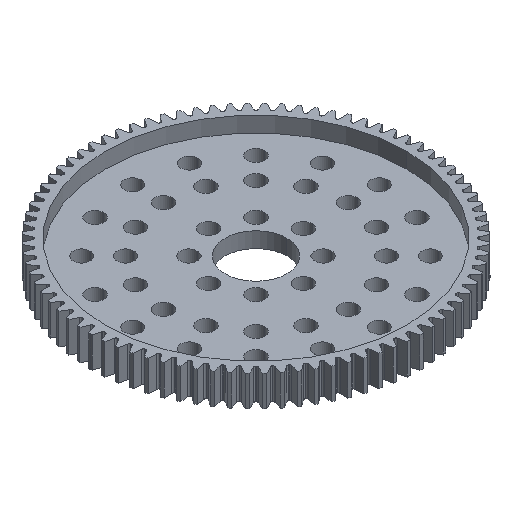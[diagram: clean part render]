
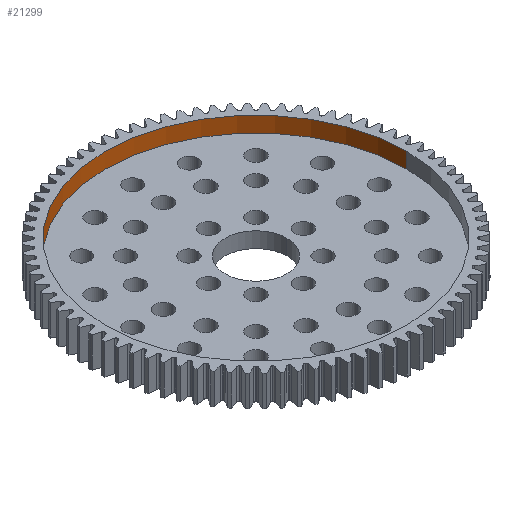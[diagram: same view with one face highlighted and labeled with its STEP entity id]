
A CAD part, isometric view. The second image highlights one B-rep face of the part: STEP entity #21299.
In plain terms, the highlighted cylindrical face has radius 31.075 mm (diameter 62.151 mm), a partial arc.
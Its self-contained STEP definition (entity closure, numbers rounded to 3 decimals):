
#237 = DIRECTION ( 'NONE',  ( 1., 0., 0. ) ) ;
#823 = EDGE_CURVE ( 'NONE', #33861, #12444, #12904, .T. ) ;
#2811 = CARTESIAN_POINT ( 'NONE',  ( 31.075, 0., 6.35 ) ) ;
#3149 = ORIENTED_EDGE ( 'NONE', *, *, #6221, .T. ) ;
#3470 = EDGE_LOOP ( 'NONE', ( #36087, #21199, #3149, #11432 ) ) ;
#3634 = VECTOR ( 'NONE', #15071, 1000. ) ;
#6221 = EDGE_CURVE ( 'NONE', #14969, #34055, #22666, .T. ) ;
#7861 = AXIS2_PLACEMENT_3D ( 'NONE', #29047, #26690, #29541 ) ;
#8141 = CARTESIAN_POINT ( 'NONE',  ( 0., 0., 3.175 ) ) ;
#10184 = EDGE_CURVE ( 'NONE', #34055, #12444, #10238, .T. ) ;
#10238 = CIRCLE ( 'NONE', #7861, 31.075 ) ;
#11432 = ORIENTED_EDGE ( 'NONE', *, *, #10184, .T. ) ;
#12444 = VERTEX_POINT ( 'NONE', #13337 ) ;
#12633 = CIRCLE ( 'NONE', #34575, 31.075 ) ;
#12904 = LINE ( 'NONE', #23920, #3634 ) ;
#13292 = DIRECTION ( 'NONE',  ( 0., 0., 1. ) ) ;
#13337 = CARTESIAN_POINT ( 'NONE',  ( -31.075, 0., 6.35 ) ) ;
#13632 = DIRECTION ( 'NONE',  ( 1., 0., 0. ) ) ;
#14969 = VERTEX_POINT ( 'NONE', #31356 ) ;
#15071 = DIRECTION ( 'NONE',  ( 0., 0., 1. ) ) ;
#16340 = CARTESIAN_POINT ( 'NONE',  ( 31.075, 0., 3.175 ) ) ;
#17885 = CARTESIAN_POINT ( 'NONE',  ( -31.075, 0., 3.175 ) ) ;
#18343 = AXIS2_PLACEMENT_3D ( 'NONE', #8141, #27778, #237 ) ;
#19163 = DIRECTION ( 'NONE',  ( 0., 0., 1. ) ) ;
#21199 = ORIENTED_EDGE ( 'NONE', *, *, #21207, .F. ) ;
#21207 = EDGE_CURVE ( 'NONE', #14969, #33861, #12633, .T. ) ;
#21299 = ADVANCED_FACE ( 'NONE', ( #22280 ), #30643, .F. ) ;
#21880 = CARTESIAN_POINT ( 'NONE',  ( 0., 0., 3.175 ) ) ;
#22280 = FACE_OUTER_BOUND ( 'NONE', #3470, .T. ) ;
#22666 = LINE ( 'NONE', #16340, #28791 ) ;
#23920 = CARTESIAN_POINT ( 'NONE',  ( -31.075, 0., 3.175 ) ) ;
#26690 = DIRECTION ( 'NONE',  ( 0., 0., 1. ) ) ;
#27778 = DIRECTION ( 'NONE',  ( 0., 0., 1. ) ) ;
#28791 = VECTOR ( 'NONE', #19163, 1000. ) ;
#29047 = CARTESIAN_POINT ( 'NONE',  ( 0., 0., 6.35 ) ) ;
#29541 = DIRECTION ( 'NONE',  ( 1., 0., 0. ) ) ;
#30643 = CYLINDRICAL_SURFACE ( 'NONE', #18343, 31.075 ) ;
#31356 = CARTESIAN_POINT ( 'NONE',  ( 31.075, 0., 3.175 ) ) ;
#33861 = VERTEX_POINT ( 'NONE', #17885 ) ;
#34055 = VERTEX_POINT ( 'NONE', #2811 ) ;
#34575 = AXIS2_PLACEMENT_3D ( 'NONE', #21880, #13292, #13632 ) ;
#36087 = ORIENTED_EDGE ( 'NONE', *, *, #823, .F. ) ;
